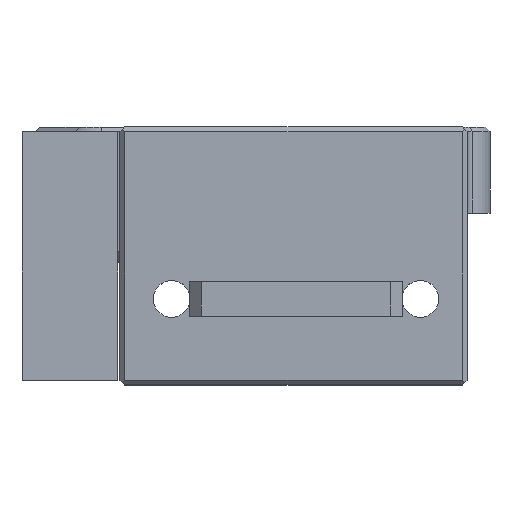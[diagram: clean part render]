
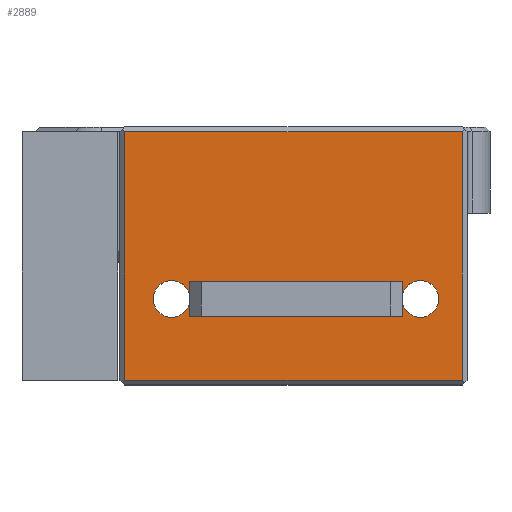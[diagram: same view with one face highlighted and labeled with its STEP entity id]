
A CAD part, top view. The second image highlights one B-rep face of the part: STEP entity #2889.
In plain terms, the highlighted face is planar.
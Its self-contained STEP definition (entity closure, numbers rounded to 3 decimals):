
#34=FACE_BOUND('',#593,.T.);
#164=CIRCLE('',#2974,1.6);
#166=CIRCLE('',#2978,1.6);
#168=CIRCLE('',#2980,1.6);
#415=FACE_OUTER_BOUND('',#592,.T.);
#592=EDGE_LOOP('',(#2383,#2384,#2385,#2386));
#593=EDGE_LOOP('',(#2387,#2388,#2389,#2390,#2391,#2392,#2393,#2394,#2395));
#662=LINE('',#4055,#906);
#663=LINE('',#4056,#907);
#666=LINE('',#4062,#910);
#669=LINE('',#4069,#913);
#670=LINE('',#4070,#914);
#671=LINE('',#4072,#915);
#760=LINE('',#4806,#1004);
#789=LINE('',#5465,#1033);
#798=LINE('',#5495,#1042);
#805=LINE('',#5536,#1049);
#906=VECTOR('',#3253,10.);
#907=VECTOR('',#3254,10.);
#910=VECTOR('',#3259,10.);
#913=VECTOR('',#3264,10.);
#914=VECTOR('',#3265,10.);
#915=VECTOR('',#3268,10.);
#1004=VECTOR('',#3565,10.);
#1033=VECTOR('',#3738,10.);
#1042=VECTOR('',#3775,10.);
#1049=VECTOR('',#3808,10.);
#1147=VERTEX_POINT('',#4047);
#1150=VERTEX_POINT('',#4052);
#1151=VERTEX_POINT('',#4054);
#1153=VERTEX_POINT('',#4060);
#1155=VERTEX_POINT('',#4066);
#1156=VERTEX_POINT('',#4068);
#1169=VERTEX_POINT('',#4117);
#1275=VERTEX_POINT('',#4803);
#1276=VERTEX_POINT('',#4805);
#1339=VERTEX_POINT('',#5458);
#1341=VERTEX_POINT('',#5463);
#1413=EDGE_CURVE('',#1150,#1151,#662,.T.);
#1414=EDGE_CURVE('',#1151,#1147,#663,.T.);
#1417=EDGE_CURVE('',#1150,#1153,#666,.T.);
#1420=EDGE_CURVE('',#1155,#1156,#669,.T.);
#1421=EDGE_CURVE('',#1156,#1153,#670,.T.);
#1422=EDGE_CURVE('',#1155,#1147,#671,.T.);
#1424=EDGE_CURVE('',#1151,#1151,#164,.T.);
#1438=EDGE_CURVE('',#1156,#1169,#166,.T.);
#1441=EDGE_CURVE('',#1169,#1156,#168,.T.);
#1597=EDGE_CURVE('',#1275,#1276,#760,.T.);
#1698=EDGE_CURVE('',#1341,#1339,#789,.T.);
#1713=EDGE_CURVE('',#1276,#1341,#798,.T.);
#1727=EDGE_CURVE('',#1339,#1275,#805,.T.);
#2383=ORIENTED_EDGE('',*,*,#1727,.F.);
#2384=ORIENTED_EDGE('',*,*,#1698,.F.);
#2385=ORIENTED_EDGE('',*,*,#1713,.F.);
#2386=ORIENTED_EDGE('',*,*,#1597,.F.);
#2387=ORIENTED_EDGE('',*,*,#1424,.T.);
#2388=ORIENTED_EDGE('',*,*,#1413,.F.);
#2389=ORIENTED_EDGE('',*,*,#1417,.T.);
#2390=ORIENTED_EDGE('',*,*,#1421,.F.);
#2391=ORIENTED_EDGE('',*,*,#1441,.F.);
#2392=ORIENTED_EDGE('',*,*,#1438,.F.);
#2393=ORIENTED_EDGE('',*,*,#1420,.F.);
#2394=ORIENTED_EDGE('',*,*,#1422,.T.);
#2395=ORIENTED_EDGE('',*,*,#1414,.F.);
#2741=PLANE('',#3174);
#2889=ADVANCED_FACE('',(#415,#34),#2741,.T.);
#2974=AXIS2_PLACEMENT_3D('',#4076,#3274,#3275);
#2978=AXIS2_PLACEMENT_3D('',#4118,#3293,#3294);
#2980=AXIS2_PLACEMENT_3D('',#4122,#3298,#3299);
#3174=AXIS2_PLACEMENT_3D('',#5535,#3806,#3807);
#3253=DIRECTION('',(0.,0.,1.));
#3254=DIRECTION('',(0.,0.,1.));
#3259=DIRECTION('',(-1.,0.,0.));
#3264=DIRECTION('',(0.,0.,-1.));
#3265=DIRECTION('',(0.,0.,-1.));
#3268=DIRECTION('',(1.,0.,0.));
#3274=DIRECTION('center_axis',(0.,1.,0.));
#3275=DIRECTION('ref_axis',(1.,0.,0.));
#3293=DIRECTION('center_axis',(0.,-1.,0.));
#3294=DIRECTION('ref_axis',(1.,0.,0.));
#3298=DIRECTION('center_axis',(0.,-1.,0.));
#3299=DIRECTION('ref_axis',(1.,0.,0.));
#3565=DIRECTION('',(-1.,0.,0.));
#3738=DIRECTION('',(1.,0.,0.));
#3775=DIRECTION('',(0.,0.,1.));
#3806=DIRECTION('center_axis',(0.,-1.,0.));
#3807=DIRECTION('ref_axis',(1.,0.,0.));
#3808=DIRECTION('',(0.,0.,-1.));
#4047=CARTESIAN_POINT('',(26.339,1.107,15.5));
#4052=CARTESIAN_POINT('',(26.339,1.107,12.5));
#4054=CARTESIAN_POINT('',(26.339,1.107,14.));
#4055=CARTESIAN_POINT('',(26.339,1.107,12.097));
#4056=CARTESIAN_POINT('',(26.339,1.107,12.097));
#4060=CARTESIAN_POINT('',(7.839,1.107,12.5));
#4062=CARTESIAN_POINT('',(16.804,1.107,12.5));
#4066=CARTESIAN_POINT('',(7.839,1.107,15.5));
#4068=CARTESIAN_POINT('',(7.839,1.107,14.));
#4069=CARTESIAN_POINT('',(7.839,1.107,11.957));
#4070=CARTESIAN_POINT('',(7.839,1.107,11.957));
#4072=CARTESIAN_POINT('',(16.804,1.107,15.5));
#4076=CARTESIAN_POINT('Origin',(27.939,1.107,14.));
#4117=CARTESIAN_POINT('',(4.639,1.107,14.));
#4118=CARTESIAN_POINT('Origin',(6.239,1.107,14.));
#4122=CARTESIAN_POINT('Origin',(6.239,1.107,14.));
#4803=CARTESIAN_POINT('',(32.039,1.107,-0.6));
#4805=CARTESIAN_POINT('',(2.569,1.107,-0.6));
#4806=CARTESIAN_POINT('',(13.037,1.107,-0.6));
#5458=CARTESIAN_POINT('',(32.039,1.107,21.1));
#5463=CARTESIAN_POINT('',(2.569,1.107,21.1));
#5465=CARTESIAN_POINT('',(11.224,1.107,21.1));
#5495=CARTESIAN_POINT('',(2.569,1.107,10.75));
#5535=CARTESIAN_POINT('Origin',(0.169,1.107,0.));
#5536=CARTESIAN_POINT('',(32.039,1.107,0.));
